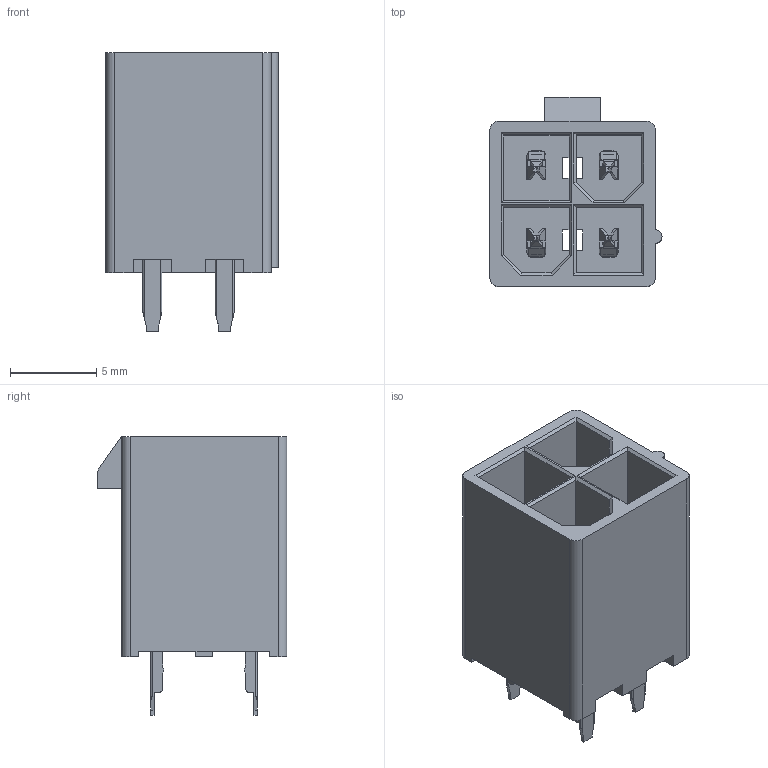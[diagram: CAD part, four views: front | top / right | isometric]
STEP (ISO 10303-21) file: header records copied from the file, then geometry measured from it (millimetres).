
FILE_DESCRIPTION(/* description */ (''),/* implementation_level */ '2;1');
FILE_NAME(/* name */ 'MOLEX-2X2V v1.step',/* time_stamp */ '2021-09-14T10:38:55+03:00',/* author */ (''),/* organization */ (''),/* preprocessor_version */ 'ST-DEVELOPER v18.1',/* originating_system */ 'Autodesk Translation Framework v10.10.0.1391',/* authorisation */ '');
FILE_SCHEMA (('AUTOMOTIVE_DESIGN { 1 0 10303 214 3 1 1 }'));
Length unit declared in the file: millimetre
Products named in the file (4): MOLEX-2X2V; 30555426.f3d ; housing 4P I withoout lock; one set of pins I
Assembly tree (4 placements, depth 3):
  MOLEX-2X2V
    30555426.f3d 
      one set of pins I  x2
      housing 4P I withoout lock
Bounding box: 10 x 11 x 16.2 mm (x, y, z)
Volume: 610.1 mm3; surface area: 1672.4 mm2
Topology: 5 solids, 5 shells, 577 faces, 1621 edges, 1052 vertices
Faces by surface type: plane 408, cylinder 153, torus 16
Entity records: 12084 total; most frequent: CARTESIAN_POINT 2114, ORIENTED_EDGE 2060, DIRECTION 1960, EDGE_CURVE 1030, LINE 836, VECTOR 836, VERTEX_POINT 666, AXIS2_PLACEMENT_3D 562
